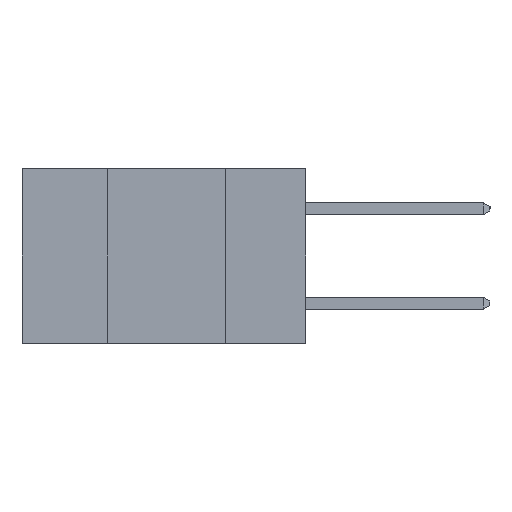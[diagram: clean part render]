
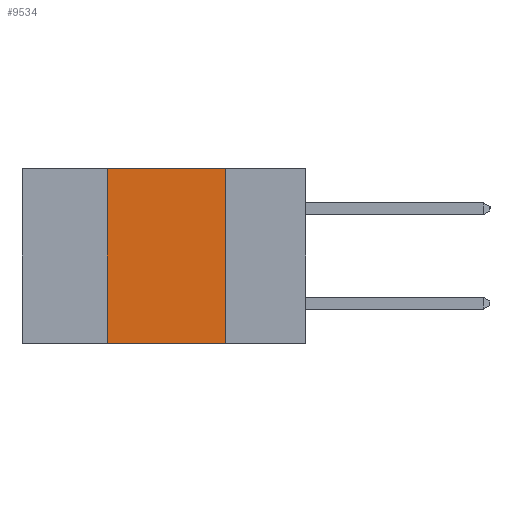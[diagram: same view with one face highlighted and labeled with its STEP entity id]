
A CAD part, left-side view. The second image highlights one B-rep face of the part: STEP entity #9534.
In plain terms, the highlighted planar face has unit normal (-1, 0, 0).
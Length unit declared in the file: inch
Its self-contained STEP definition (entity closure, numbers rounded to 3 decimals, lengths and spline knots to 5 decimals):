
#2 = CARTESIAN_POINT ( 'NONE',  ( 0., 0.42, -0.37 ) ) ;
#203 = DIRECTION ( 'NONE',  ( 0., 0., 1. ) ) ;
#248 = EDGE_CURVE ( 'NONE', #10975, #657, #4388, .T. ) ;
#579 = VECTOR ( 'NONE', #203, 39.37008 ) ;
#657 = VERTEX_POINT ( 'NONE', #12049 ) ;
#1155 = CARTESIAN_POINT ( 'NONE',  ( 0., 0.6, 0. ) ) ;
#1226 = ORIENTED_EDGE ( 'NONE', *, *, #4405, .F. ) ;
#1381 = DIRECTION ( 'NONE',  ( 0., 0., -1. ) ) ;
#1573 = AXIS2_PLACEMENT_3D ( 'NONE', #7085, #2184, #1381 ) ;
#2077 = EDGE_CURVE ( 'NONE', #6057, #8126, #4987, .T. ) ;
#2109 = CARTESIAN_POINT ( 'NONE',  ( 0., 0.42, 0. ) ) ;
#2184 = DIRECTION ( 'NONE',  ( 1., 0., 0. ) ) ;
#3110 = DIRECTION ( 'NONE',  ( 0., -1., 0. ) ) ;
#3493 = EDGE_LOOP ( 'NONE', ( #4507, #1226, #3782, #4252 ) ) ;
#3740 = DIRECTION ( 'NONE',  ( 0., -1., 0. ) ) ;
#3782 = ORIENTED_EDGE ( 'NONE', *, *, #2077, .F. ) ;
#4166 = CARTESIAN_POINT ( 'NONE',  ( 0., 0.42, -0.37 ) ) ;
#4252 = ORIENTED_EDGE ( 'NONE', *, *, #10844, .T. ) ;
#4388 = LINE ( 'NONE', #7345, #9189 ) ;
#4405 = EDGE_CURVE ( 'NONE', #8126, #10975, #12432, .T. ) ;
#4507 = ORIENTED_EDGE ( 'NONE', *, *, #248, .F. ) ;
#4987 = LINE ( 'NONE', #4166, #579 ) ;
#5662 = LINE ( 'NONE', #10392, #11549 ) ;
#6057 = VERTEX_POINT ( 'NONE', #2 ) ;
#6113 = VECTOR ( 'NONE', #3110, 39.37008 ) ;
#6214 = FACE_OUTER_BOUND ( 'NONE', #3493, .T. ) ;
#7085 = CARTESIAN_POINT ( 'NONE',  ( 0., 0.6, 0. ) ) ;
#7345 = CARTESIAN_POINT ( 'NONE',  ( 0., 0.17, -0.37 ) ) ;
#8039 = PLANE ( 'NONE',  #1573 ) ;
#8126 = VERTEX_POINT ( 'NONE', #2109 ) ;
#8291 = CARTESIAN_POINT ( 'NONE',  ( 0., 0.17, 0. ) ) ;
#9189 = VECTOR ( 'NONE', #11191, 39.37008 ) ;
#9534 = ADVANCED_FACE ( 'NONE', ( #6214 ), #8039, .F. ) ;
#10392 = CARTESIAN_POINT ( 'NONE',  ( 0., 0.6, -0.37 ) ) ;
#10844 = EDGE_CURVE ( 'NONE', #6057, #657, #5662, .T. ) ;
#10975 = VERTEX_POINT ( 'NONE', #8291 ) ;
#11191 = DIRECTION ( 'NONE',  ( 0., 0., -1. ) ) ;
#11549 = VECTOR ( 'NONE', #3740, 39.37008 ) ;
#12049 = CARTESIAN_POINT ( 'NONE',  ( 0., 0.17, -0.37 ) ) ;
#12432 = LINE ( 'NONE', #1155, #6113 ) ;
